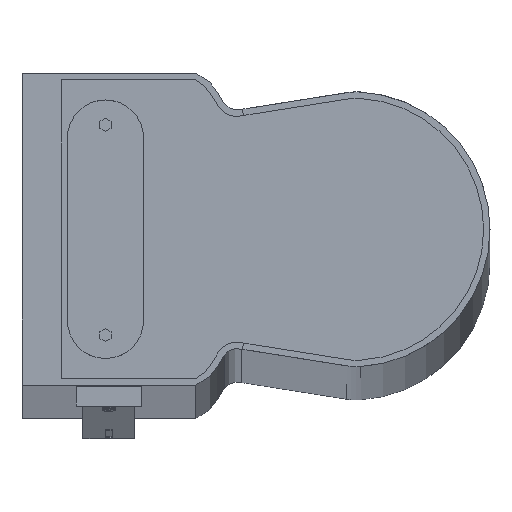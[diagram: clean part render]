
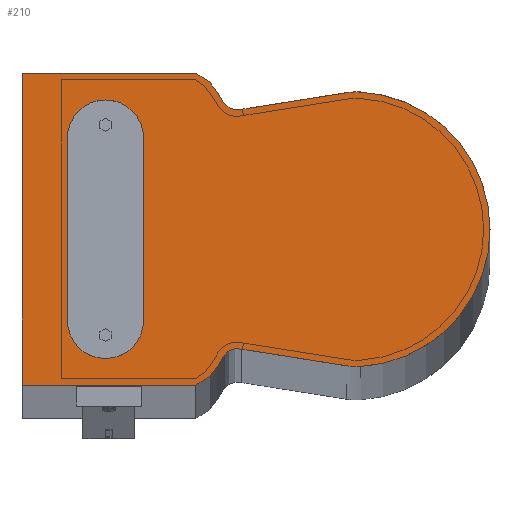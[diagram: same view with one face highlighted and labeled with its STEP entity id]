
A CAD part, top view. The second image highlights one B-rep face of the part: STEP entity #210.
In plain terms, the highlighted face is planar.
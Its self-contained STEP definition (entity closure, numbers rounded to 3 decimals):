
#18 = EDGE_CURVE ( 'NONE', #1432, #487, #2095, .T. ) ;
#38 = EDGE_CURVE ( 'NONE', #1038, #174, #578, .T. ) ;
#42 = DIRECTION ( 'NONE',  ( -1., 0., 0. ) ) ;
#54 = VECTOR ( 'NONE', #621, 1000. ) ;
#109 = VERTEX_POINT ( 'NONE', #2090 ) ;
#112 = DIRECTION ( 'NONE',  ( 0., 1., 0. ) ) ;
#135 = EDGE_CURVE ( 'NONE', #1895, #1170, #957, .T. ) ;
#174 = VERTEX_POINT ( 'NONE', #330 ) ;
#176 = DIRECTION ( 'NONE',  ( 0., -1., 0. ) ) ;
#205 = VECTOR ( 'NONE', #471, 1000. ) ;
#210 = ADVANCED_FACE ( 'NONE', ( #2065, #521 ), #2247, .F. ) ;
#213 = LINE ( 'NONE', #224, #54 ) ;
#224 = CARTESIAN_POINT ( 'NONE',  ( 7.01, 736.5, -9.355 ) ) ;
#247 = CARTESIAN_POINT ( 'NONE',  ( 7.01, 736.5, -3.488 ) ) ;
#253 = DIRECTION ( 'NONE',  ( -1., 0., 0. ) ) ;
#263 = DIRECTION ( 'NONE',  ( 1., 0., 0. ) ) ;
#287 = EDGE_CURVE ( 'NONE', #1717, #1038, #437, .T. ) ;
#303 = DIRECTION ( 'NONE',  ( -1., 0., 0. ) ) ;
#317 = DIRECTION ( 'NONE',  ( 0., 1., 0. ) ) ;
#321 = DIRECTION ( 'NONE',  ( 0., 0., 1. ) ) ;
#324 = CARTESIAN_POINT ( 'NONE',  ( -5.566, 736.5, -25.755 ) ) ;
#330 = CARTESIAN_POINT ( 'NONE',  ( 10.505, 736.5, -24.975 ) ) ;
#340 = DIRECTION ( 'NONE',  ( 0., 1., 0. ) ) ;
#341 = CARTESIAN_POINT ( 'NONE',  ( -7.01, 736.5, -6.421 ) ) ;
#399 = AXIS2_PLACEMENT_3D ( 'NONE', #341, #1354, #1105 ) ;
#416 = CARTESIAN_POINT ( 'NONE',  ( 9.233, 736.5, -16.921 ) ) ;
#437 = CIRCLE ( 'NONE', #2151, 1.218 ) ;
#450 = DIRECTION ( 'NONE',  ( 1., 0., 0. ) ) ;
#451 = VECTOR ( 'NONE', #450, 1000. ) ;
#471 = DIRECTION ( 'NONE',  ( 0.156, 0., 0.988 ) ) ;
#474 = CARTESIAN_POINT ( 'NONE',  ( -12., 736.5, -13.364 ) ) ;
#487 = VERTEX_POINT ( 'NONE', #474 ) ;
#489 = CARTESIAN_POINT ( 'NONE',  ( -12., 736.5, -13.364 ) ) ;
#492 = CARTESIAN_POINT ( 'NONE',  ( 12., 736.5, 0. ) ) ;
#516 = VECTOR ( 'NONE', #321, 1000. ) ;
#521 = FACE_OUTER_BOUND ( 'NONE', #1324, .T. ) ;
#528 = ORIENTED_EDGE ( 'NONE', *, *, #1908, .T. ) ;
#534 = ORIENTED_EDGE ( 'NONE', *, *, #2048, .T. ) ;
#535 = CARTESIAN_POINT ( 'NONE',  ( 0., 736.5, 0. ) ) ;
#547 = EDGE_CURVE ( 'NONE', #1034, #2254, #960, .T. ) ;
#554 = VERTEX_POINT ( 'NONE', #1066 ) ;
#558 = CARTESIAN_POINT ( 'NONE',  ( 9.693, 736.5, -15.548 ) ) ;
#566 = DIRECTION ( 'NONE',  ( 0.156, 0., -0.988 ) ) ;
#578 = LINE ( 'NONE', #2055, #1365 ) ;
#582 = CARTESIAN_POINT ( 'NONE',  ( -7.01, 736.5, -3.488 ) ) ;
#590 = EDGE_CURVE ( 'NONE', #554, #1717, #1769, .T. ) ;
#621 = DIRECTION ( 'NONE',  ( -1., 0., 0. ) ) ;
#695 = CIRCLE ( 'NONE', #1568, 1.218 ) ;
#701 = CARTESIAN_POINT ( 'NONE',  ( -11.805, 736.5, -14.405 ) ) ;
#702 = ORIENTED_EDGE ( 'NONE', *, *, #2416, .T. ) ;
#704 = ORIENTED_EDGE ( 'NONE', *, *, #590, .T. ) ;
#720 = CARTESIAN_POINT ( 'NONE',  ( -12., 736.5, 0. ) ) ;
#722 = CARTESIAN_POINT ( 'NONE',  ( 10.391, 736.5, -16.546 ) ) ;
#734 = VERTEX_POINT ( 'NONE', #582 ) ;
#739 = EDGE_CURVE ( 'NONE', #2149, #734, #1161, .T. ) ;
#775 = LINE ( 'NONE', #1536, #1912 ) ;
#859 = VERTEX_POINT ( 'NONE', #2022 ) ;
#876 = CARTESIAN_POINT ( 'NONE',  ( -10.505, 736.5, -24.975 ) ) ;
#886 = CIRCLE ( 'NONE', #2193, 5. ) ;
#957 = CIRCLE ( 'NONE', #1824, 5. ) ;
#960 = CIRCLE ( 'NONE', #1238, 2.933 ) ;
#965 = VECTOR ( 'NONE', #1394, 1000. ) ;
#1006 = CARTESIAN_POINT ( 'NONE',  ( 7.01, 736.5, -9.355 ) ) ;
#1018 = CARTESIAN_POINT ( 'NONE',  ( 12., 736.5, -3. ) ) ;
#1021 = CARTESIAN_POINT ( 'NONE',  ( -10.391, 736.5, -16.546 ) ) ;
#1034 = VERTEX_POINT ( 'NONE', #247 ) ;
#1038 = VERTEX_POINT ( 'NONE', #416 ) ;
#1065 = EDGE_CURVE ( 'NONE', #487, #2186, #1999, .T. ) ;
#1066 = CARTESIAN_POINT ( 'NONE',  ( 12., 736.5, -13.364 ) ) ;
#1103 = ORIENTED_EDGE ( 'NONE', *, *, #739, .F. ) ;
#1105 = DIRECTION ( 'NONE',  ( -1., 0., 0. ) ) ;
#1110 = CARTESIAN_POINT ( 'NONE',  ( -9.693, 736.5, -15.548 ) ) ;
#1129 = CARTESIAN_POINT ( 'NONE',  ( -7.01, 736.5, -9.355 ) ) ;
#1161 = CIRCLE ( 'NONE', #399, 2.933 ) ;
#1170 = VERTEX_POINT ( 'NONE', #876 ) ;
#1178 = ORIENTED_EDGE ( 'NONE', *, *, #1538, .T. ) ;
#1212 = CARTESIAN_POINT ( 'NONE',  ( 0., 736.5, -25.424 ) ) ;
#1233 = CARTESIAN_POINT ( 'NONE',  ( 12., 736.5, -13.364 ) ) ;
#1238 = AXIS2_PLACEMENT_3D ( 'NONE', #1265, #317, #303 ) ;
#1246 = AXIS2_PLACEMENT_3D ( 'NONE', #1212, #112, #253 ) ;
#1262 = DIRECTION ( 'NONE',  ( -1., 0., 0. ) ) ;
#1265 = CARTESIAN_POINT ( 'NONE',  ( 7.01, 736.5, -6.421 ) ) ;
#1301 = CARTESIAN_POINT ( 'NONE',  ( 5.566, 736.5, -25.755 ) ) ;
#1303 = DIRECTION ( 'NONE',  ( 1., 0., 0. ) ) ;
#1324 = EDGE_LOOP ( 'NONE', ( #2464, #704, #1449, #1673, #528, #1178, #2043, #702, #534, #1716, #1617, #2243 ) ) ;
#1354 = DIRECTION ( 'NONE',  ( 0., 1., 0. ) ) ;
#1365 = VECTOR ( 'NONE', #566, 1000. ) ;
#1394 = DIRECTION ( 'NONE',  ( 0., 0., -1. ) ) ;
#1407 = LINE ( 'NONE', #2296, #451 ) ;
#1421 = LINE ( 'NONE', #1018, #965 ) ;
#1432 = VERTEX_POINT ( 'NONE', #1110 ) ;
#1437 = ORIENTED_EDGE ( 'NONE', *, *, #2387, .F. ) ;
#1446 = DIRECTION ( 'NONE',  ( -1., 0., 0. ) ) ;
#1449 = ORIENTED_EDGE ( 'NONE', *, *, #287, .T. ) ;
#1450 = EDGE_LOOP ( 'NONE', ( #1635, #2054, #1437, #1103 ) ) ;
#1469 = CARTESIAN_POINT ( 'NONE',  ( -12., 736.5, 0. ) ) ;
#1489 = EDGE_CURVE ( 'NONE', #1865, #554, #1421, .T. ) ;
#1507 = DIRECTION ( 'NONE',  ( 0., -1., 0. ) ) ;
#1536 = CARTESIAN_POINT ( 'NONE',  ( 7.01, 736.5, -3.488 ) ) ;
#1538 = EDGE_CURVE ( 'NONE', #109, #1895, #2393, .T. ) ;
#1568 = AXIS2_PLACEMENT_3D ( 'NONE', #1021, #1775, #1446 ) ;
#1602 = CARTESIAN_POINT ( 'NONE',  ( -10.505, 736.5, -24.975 ) ) ;
#1617 = ORIENTED_EDGE ( 'NONE', *, *, #1065, .T. ) ;
#1629 = CARTESIAN_POINT ( 'NONE',  ( 11.805, 736.5, -14.405 ) ) ;
#1635 = ORIENTED_EDGE ( 'NONE', *, *, #2261, .F. ) ;
#1672 = DIRECTION ( 'NONE',  ( 0., 1., 0. ) ) ;
#1673 = ORIENTED_EDGE ( 'NONE', *, *, #38, .T. ) ;
#1676 = AXIS2_PLACEMENT_3D ( 'NONE', #535, #1507, #1303 ) ;
#1716 = ORIENTED_EDGE ( 'NONE', *, *, #18, .T. ) ;
#1717 = VERTEX_POINT ( 'NONE', #558 ) ;
#1769 = B_SPLINE_CURVE_WITH_KNOTS ( 'NONE', 2,
 ( #1233, #1629, #1990 ),
 .UNSPECIFIED., .F., .F.,
 ( 3, 3 ),
 ( 0.5, 0.501 ),
 .UNSPECIFIED. ) ;
#1775 = DIRECTION ( 'NONE',  ( 0., -1., 0. ) ) ;
#1824 = AXIS2_PLACEMENT_3D ( 'NONE', #324, #1672, #42 ) ;
#1865 = VERTEX_POINT ( 'NONE', #492 ) ;
#1895 = VERTEX_POINT ( 'NONE', #2378 ) ;
#1908 = EDGE_CURVE ( 'NONE', #174, #109, #886, .T. ) ;
#1912 = VECTOR ( 'NONE', #263, 1000. ) ;
#1990 = CARTESIAN_POINT ( 'NONE',  ( 9.693, 736.5, -15.548 ) ) ;
#1999 = LINE ( 'NONE', #720, #516 ) ;
#2022 = CARTESIAN_POINT ( 'NONE',  ( -9.233, 736.5, -16.921 ) ) ;
#2043 = ORIENTED_EDGE ( 'NONE', *, *, #135, .T. ) ;
#2048 = EDGE_CURVE ( 'NONE', #859, #1432, #695, .T. ) ;
#2054 = ORIENTED_EDGE ( 'NONE', *, *, #547, .F. ) ;
#2055 = CARTESIAN_POINT ( 'NONE',  ( 10.505, 736.5, -24.975 ) ) ;
#2065 = FACE_BOUND ( 'NONE', #1450, .T. ) ;
#2090 = CARTESIAN_POINT ( 'NONE',  ( 10.557, 736.5, -26.051 ) ) ;
#2095 = B_SPLINE_CURVE_WITH_KNOTS ( 'NONE', 2,
 ( #2197, #701, #489 ),
 .UNSPECIFIED., .F., .F.,
 ( 3, 3 ),
 ( 0.499, 0.5 ),
 .UNSPECIFIED. ) ;
#2149 = VERTEX_POINT ( 'NONE', #1129 ) ;
#2151 = AXIS2_PLACEMENT_3D ( 'NONE', #722, #176, #2467 ) ;
#2169 = LINE ( 'NONE', #1602, #205 ) ;
#2186 = VERTEX_POINT ( 'NONE', #1469 ) ;
#2193 = AXIS2_PLACEMENT_3D ( 'NONE', #1301, #340, #1262 ) ;
#2197 = CARTESIAN_POINT ( 'NONE',  ( -9.693, 736.5, -15.548 ) ) ;
#2243 = ORIENTED_EDGE ( 'NONE', *, *, #2429, .T. ) ;
#2247 = PLANE ( 'NONE',  #1676 ) ;
#2254 = VERTEX_POINT ( 'NONE', #1006 ) ;
#2261 = EDGE_CURVE ( 'NONE', #2254, #2149, #213, .T. ) ;
#2296 = CARTESIAN_POINT ( 'NONE',  ( 12., 736.5, 0. ) ) ;
#2378 = CARTESIAN_POINT ( 'NONE',  ( -10.557, 736.5, -26.051 ) ) ;
#2387 = EDGE_CURVE ( 'NONE', #734, #1034, #775, .T. ) ;
#2393 = CIRCLE ( 'NONE', #1246, 10.576 ) ;
#2416 = EDGE_CURVE ( 'NONE', #1170, #859, #2169, .T. ) ;
#2429 = EDGE_CURVE ( 'NONE', #2186, #1865, #1407, .T. ) ;
#2464 = ORIENTED_EDGE ( 'NONE', *, *, #1489, .T. ) ;
#2467 = DIRECTION ( 'NONE',  ( -1., 0., 0. ) ) ;
